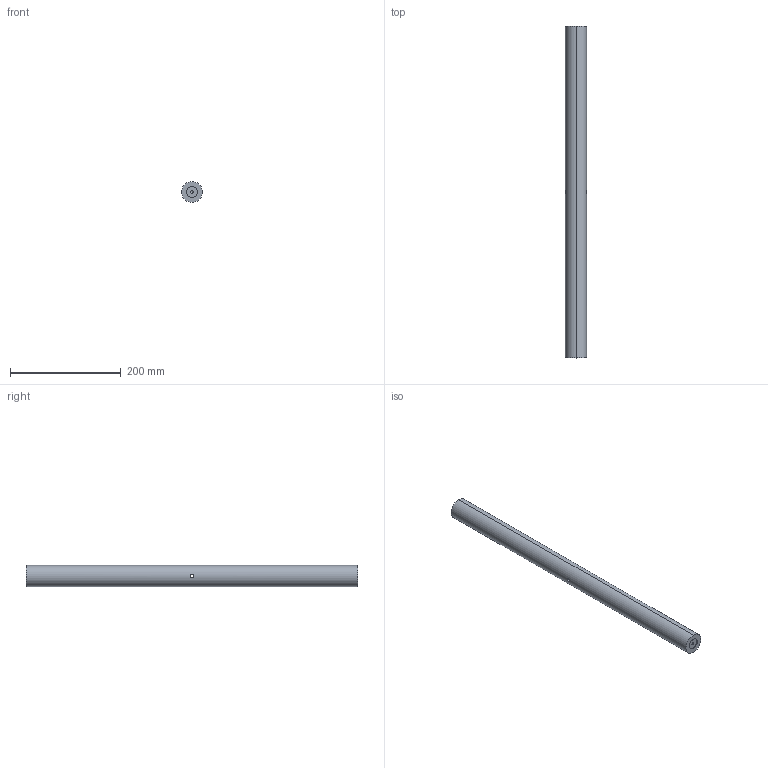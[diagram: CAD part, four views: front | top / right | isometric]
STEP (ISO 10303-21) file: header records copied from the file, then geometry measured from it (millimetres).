
FILE_DESCRIPTION (( 'STEP AP203' ), '1' );
FILE_NAME ('M-SRA-600.STEP', '2021-09-06T09:04:29', ( '' ), ( '' ), 'SwSTEP 2.0', 'SolidWorks 2020', '' );
FILE_SCHEMA (( 'CONFIG_CONTROL_DESIGN' ));
Length unit declared in the file: millimetre
Products named in the file (1): M-SRA-600
Bounding box: 38 x 600 x 38 mm (x, y, z)
Volume: 678118.8 mm3; surface area: 75184.7 mm2
Topology: 1 solids, 1 shells, 20 faces, 44 edges, 26 vertices
Faces by surface type: cylinder 12, cone 4, plane 4
Entity records: 975 total; most frequent: CARTESIAN_POINT 461, DIRECTION 98, ORIENTED_EDGE 80, AXIS2_PLACEMENT_3D 41, EDGE_CURVE 40, VERTEX_POINT 26, EDGE_LOOP 26, CIRCLE 20
